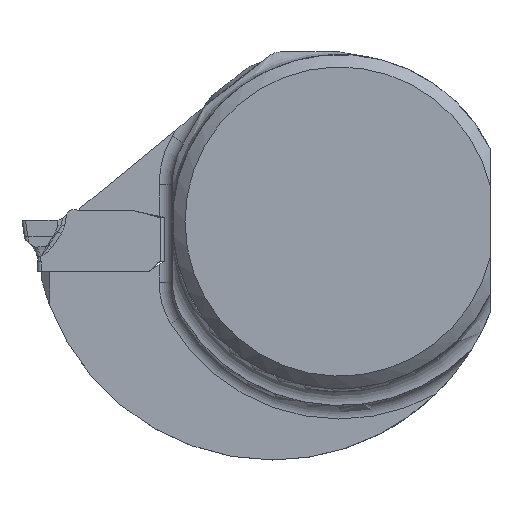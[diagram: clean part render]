
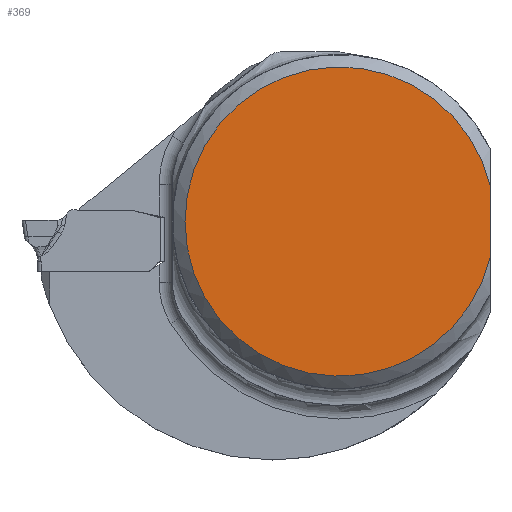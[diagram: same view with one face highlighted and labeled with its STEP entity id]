
A CAD part, top view. The second image highlights one B-rep face of the part: STEP entity #369.
In plain terms, the highlighted planar face has unit normal (0, 0, 1).
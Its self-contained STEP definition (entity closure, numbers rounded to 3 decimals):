
#234=PLANE('',#2699);
#298=CIRCLE('',#2698,9.25);
#369=ADVANCED_FACE('',(#526),#234,.F.);
#526=FACE_OUTER_BOUND('',#665,.T.);
#665=EDGE_LOOP('',(#1189,#1190));
#826=LINE('',#3708,#993);
#993=VECTOR('',#2974,1.);
#1189=ORIENTED_EDGE('',*,*,#2192,.F.);
#1190=ORIENTED_EDGE('',*,*,#2193,.T.);
#1945=VERTEX_POINT('',#3709);
#1946=VERTEX_POINT('',#3710);
#2192=EDGE_CURVE('',#1945,#1946,#826,.T.);
#2193=EDGE_CURVE('',#1945,#1946,#298,.T.);
#2698=AXIS2_PLACEMENT_3D('',#3711,#2975,#2976);
#2699=AXIS2_PLACEMENT_3D('',#3712,#2977,#2978);
#2974=DIRECTION('',(0.,-1.,0.));
#2975=DIRECTION('',(0.,0.,1.));
#2976=DIRECTION('',(-1.,0.,0.));
#2977=DIRECTION('',(0.,0.,-1.));
#2978=DIRECTION('',(-1.,0.,0.));
#3708=CARTESIAN_POINT('',(9.,0.,0.3));
#3709=CARTESIAN_POINT('',(9.,2.136,0.3));
#3710=CARTESIAN_POINT('',(9.,-2.136,0.3));
#3711=CARTESIAN_POINT('',(0.,0.,0.3));
#3712=CARTESIAN_POINT('',(0.,0.,0.3));
